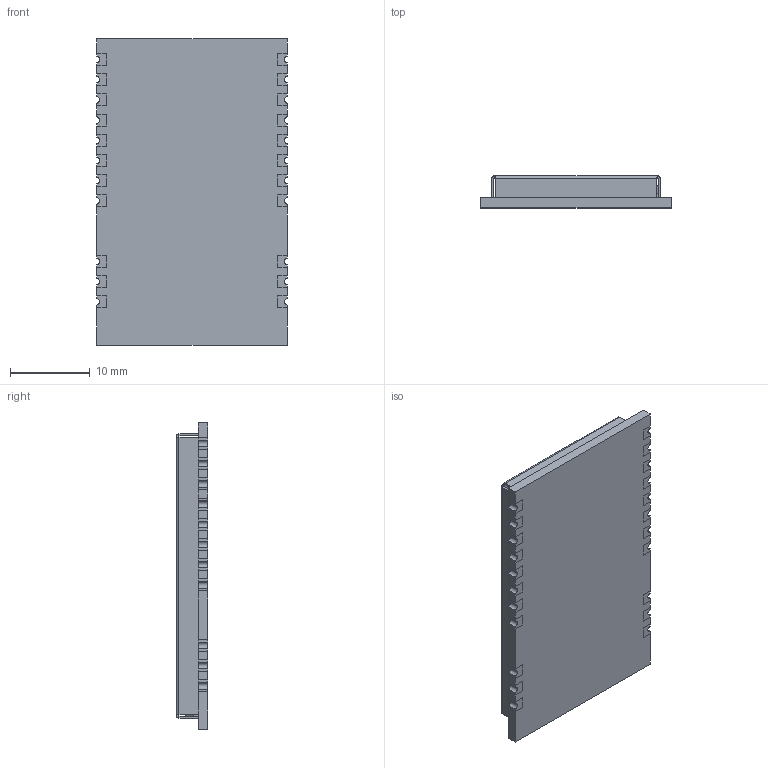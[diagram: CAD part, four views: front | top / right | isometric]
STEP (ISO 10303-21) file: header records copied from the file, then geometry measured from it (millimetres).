
FILE_DESCRIPTION (( 'STEP AP214' ), '1' );
FILE_NAME ('E22-400M30S.STEP', '2024-07-14T16:58:15', ( '' ), ( '' ), 'SwSTEP 2.0', 'SolidWorks 2021', '' );
FILE_SCHEMA (( 'AUTOMOTIVE_DESIGN' ));
Length unit declared in the file: millimetre
Products named in the file (1): E22-400M30S
Bounding box: 24 x 3.97 x 38.5 mm (x, y, z)
Volume: 1349.9 mm3; surface area: 4220 mm2
Topology: 27 solids, 27 shells, 437 faces, 1110 edges, 725 vertices
Faces by surface type: plane 387, cylinder 38, bspline 8, sphere 2, cone 2
Entity records: 15682 total; most frequent: CARTESIAN_POINT 2595, ORIENTED_EDGE 2212, DIRECTION 1998, EDGE_CURVE 1106, LINE 1010, VECTOR 1010, VERTEX_POINT 723, AXIS2_PLACEMENT_3D 494
